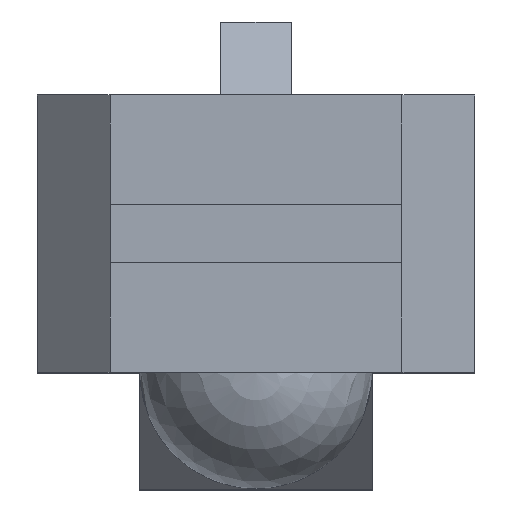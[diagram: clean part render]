
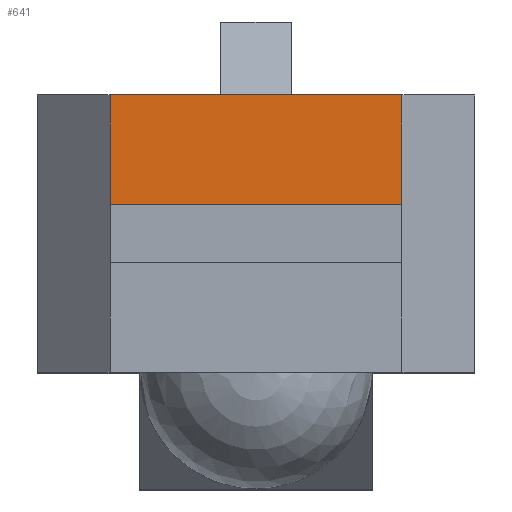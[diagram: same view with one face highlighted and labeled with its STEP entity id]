
A CAD part, top view. The second image highlights one B-rep face of the part: STEP entity #641.
In plain terms, the highlighted planar face has unit normal (0, 0, 1).
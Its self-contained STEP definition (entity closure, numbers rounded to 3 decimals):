
#13=DIRECTION('',(0.,0.,1.));
#100=VECTOR('',#101,1.);
#101=DIRECTION('',(0.,1.,0.));
#171=VECTOR('',#172,1.);
#172=DIRECTION('',(1.,0.,0.));
#188=VECTOR('',#189,1.);
#189=DIRECTION('',(0.,-1.,0.));
#305=VERTEX_POINT('',#306);
#306=CARTESIAN_POINT('',(0.27,0.95,6.5));
#312=EDGE_CURVE('',#305,#313,#315,.T.);
#313=VERTEX_POINT('',#314);
#314=CARTESIAN_POINT('',(2.27,0.95,6.5));
#315=LINE('',#316,#171);
#316=CARTESIAN_POINT('',(-0.23,0.95,6.5));
#370=CARTESIAN_POINT('',(0.27,-0.95,6.5));
#626=ORIENTED_EDGE('',*,*,#627,.F.);
#627=EDGE_CURVE('',#628,#305,#630,.T.);
#628=VERTEX_POINT('',#629);
#629=CARTESIAN_POINT('',(0.27,0.2,6.5));
#630=LINE('',#370,#100);
#641=ADVANCED_FACE('',(#642),#653,.T.);
#642=FACE_BOUND('',#643,.T.);
#643=EDGE_LOOP('',(#644,#626,#645,#650));
#644=ORIENTED_EDGE('',*,*,#312,.F.);
#645=ORIENTED_EDGE('',*,*,#646,.T.);
#646=EDGE_CURVE('',#628,#647,#649,.T.);
#647=VERTEX_POINT('',#648);
#648=CARTESIAN_POINT('',(2.27,0.2,6.5));
#649=LINE('',#629,#171);
#650=ORIENTED_EDGE('',*,*,#651,.F.);
#651=EDGE_CURVE('',#313,#647,#652,.T.);
#652=LINE('',#314,#188);
#653=PLANE('',#654);
#654=AXIS2_PLACEMENT_3D('',#316,#13,#172);
